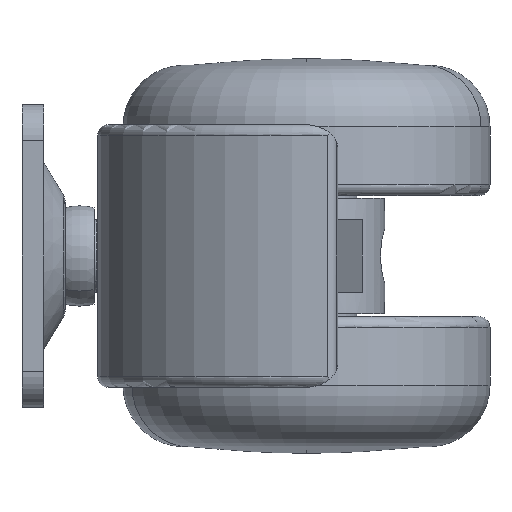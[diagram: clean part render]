
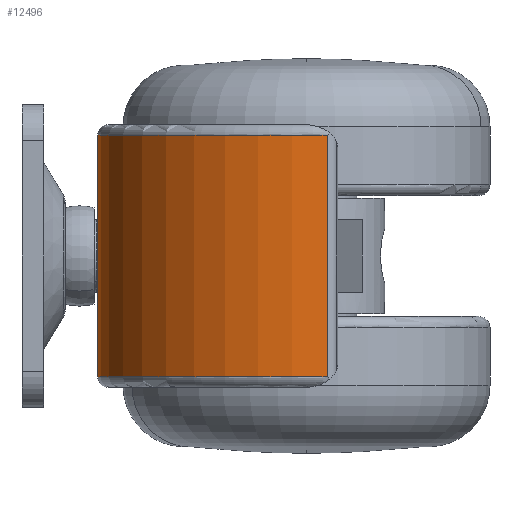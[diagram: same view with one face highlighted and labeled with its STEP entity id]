
A CAD part, left-side view. The second image highlights one B-rep face of the part: STEP entity #12496.
In plain terms, the highlighted cylindrical face has radius 29 mm (diameter 58 mm), a partial arc.
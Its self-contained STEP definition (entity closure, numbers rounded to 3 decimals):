
#543 = DIRECTION ( 'NONE',  ( 0., 0., 1. ) ) ;
#2185 = ORIENTED_EDGE ( 'NONE', *, *, #26627, .T. ) ;
#2261 = LINE ( 'NONE', #10733, #14375 ) ;
#3058 = CIRCLE ( 'NONE', #13543, 29. ) ;
#3538 = CARTESIAN_POINT ( 'NONE',  ( -22., -29., 18.25 ) ) ;
#4854 = CARTESIAN_POINT ( 'NONE',  ( -50.858, -31.868, -16.75 ) ) ;
#5465 = CYLINDRICAL_SURFACE ( 'NONE', #35837, 29. ) ;
#6462 = DIRECTION ( 'NONE',  ( 0., 0., 1. ) ) ;
#6736 = DIRECTION ( 'NONE',  ( 1., 0., 0. ) ) ;
#7063 = VERTEX_POINT ( 'NONE', #16580 ) ;
#8972 = VERTEX_POINT ( 'NONE', #4854 ) ;
#9821 = VECTOR ( 'NONE', #543, 1000. ) ;
#10448 = VERTEX_POINT ( 'NONE', #19026 ) ;
#10733 = CARTESIAN_POINT ( 'NONE',  ( -50.858, -31.868, -30. ) ) ;
#11574 = EDGE_LOOP ( 'NONE', ( #21390, #2185, #13818, #27715 ) ) ;
#11999 = EDGE_CURVE ( 'NONE', #24791, #8972, #21624, .T. ) ;
#12496 = ADVANCED_FACE ( 'NONE', ( #23512 ), #5465, .T. ) ;
#13543 = AXIS2_PLACEMENT_3D ( 'NONE', #30133, #6462, #18215 ) ;
#13818 = ORIENTED_EDGE ( 'NONE', *, *, #18864, .F. ) ;
#14375 = VECTOR ( 'NONE', #28211, 1000. ) ;
#15247 = DIRECTION ( 'NONE',  ( 0., 0., 1. ) ) ;
#16580 = CARTESIAN_POINT ( 'NONE',  ( -50.858, -31.868, 16.75 ) ) ;
#18215 = DIRECTION ( 'NONE',  ( 1., 0., 0. ) ) ;
#18293 = CARTESIAN_POINT ( 'NONE',  ( -22., -29., -16.75 ) ) ;
#18738 = DIRECTION ( 'NONE',  ( 0.741, -0.671, 0. ) ) ;
#18847 = EDGE_CURVE ( 'NONE', #24791, #10448, #24349, .T. ) ;
#18864 = EDGE_CURVE ( 'NONE', #10448, #7063, #3058, .T. ) ;
#19026 = CARTESIAN_POINT ( 'NONE',  ( -22., 0., 16.75 ) ) ;
#21390 = ORIENTED_EDGE ( 'NONE', *, *, #11999, .T. ) ;
#21624 = CIRCLE ( 'NONE', #23470, 29. ) ;
#23470 = AXIS2_PLACEMENT_3D ( 'NONE', #18293, #15247, #6736 ) ;
#23512 = FACE_OUTER_BOUND ( 'NONE', #11574, .T. ) ;
#23575 = CARTESIAN_POINT ( 'NONE',  ( -22., 0., -16.75 ) ) ;
#24349 = LINE ( 'NONE', #23575, #9821 ) ;
#24791 = VERTEX_POINT ( 'NONE', #37465 ) ;
#26627 = EDGE_CURVE ( 'NONE', #8972, #7063, #2261, .T. ) ;
#27715 = ORIENTED_EDGE ( 'NONE', *, *, #18847, .F. ) ;
#28211 = DIRECTION ( 'NONE',  ( 0., 0., 1. ) ) ;
#30133 = CARTESIAN_POINT ( 'NONE',  ( -22., -29., 16.75 ) ) ;
#35837 = AXIS2_PLACEMENT_3D ( 'NONE', #3538, #36214, #18738 ) ;
#36214 = DIRECTION ( 'NONE',  ( 0., 0., 1. ) ) ;
#37465 = CARTESIAN_POINT ( 'NONE',  ( -22., 0., -16.75 ) ) ;
